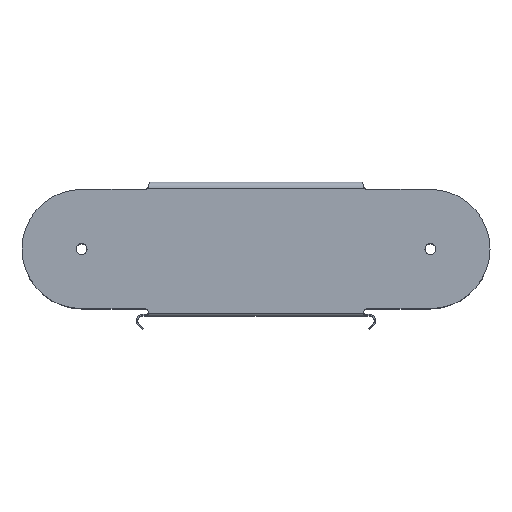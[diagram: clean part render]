
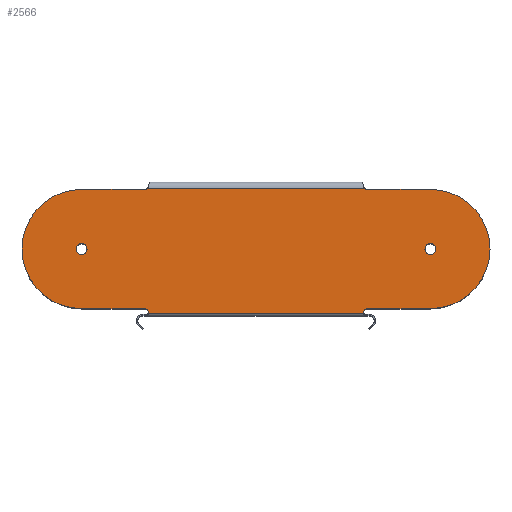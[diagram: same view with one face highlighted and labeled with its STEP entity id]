
A CAD part, top view. The second image highlights one B-rep face of the part: STEP entity #2566.
In plain terms, the highlighted planar face has unit normal (0, 0, 1).
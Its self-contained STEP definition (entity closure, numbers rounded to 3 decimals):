
#633=DIRECTION('',(-1.,0.,0.));
#634=VECTOR('',#633,177.062);
#635=CARTESIAN_POINT('',(88.531,2.25,50.));
#636=LINE('',#635,#634);
#648=CARTESIAN_POINT('',(88.531,2.25,50.));
#667=CARTESIAN_POINT('',(-143.5,54.947,50.));
#668=DIRECTION('',(0.,0.,1.));
#669=DIRECTION('',(0.,1.,0.));
#670=AXIS2_PLACEMENT_3D('',#667,#668,#669);
#672=CARTESIAN_POINT('',(-91.744,107.197,50.));
#673=DIRECTION('',(0.,0.,-1.));
#674=DIRECTION('',(0.658,-0.753,0.));
#675=AXIS2_PLACEMENT_3D('',#672,#673,#674);
#677=CARTESIAN_POINT('',(91.744,107.197,50.));
#678=DIRECTION('',(0.,0.,-1.));
#679=DIRECTION('',(0.,-1.,0.));
#680=AXIS2_PLACEMENT_3D('',#677,#678,#679);
#682=CARTESIAN_POINT('',(143.5,54.947,50.));
#683=DIRECTION('',(0.,0.,1.));
#684=DIRECTION('',(0.,-1.,0.));
#685=AXIS2_PLACEMENT_3D('',#682,#683,#684);
#687=CARTESIAN_POINT('',(-143.5,54.947,50.));
#688=DIRECTION('',(0.,0.,-1.));
#689=DIRECTION('',(0.,1.,0.));
#690=AXIS2_PLACEMENT_3D('',#687,#688,#689);
#692=CARTESIAN_POINT('',(-143.5,54.947,50.));
#693=DIRECTION('',(0.,0.,-1.));
#694=DIRECTION('',(0.,-1.,0.));
#695=AXIS2_PLACEMENT_3D('',#692,#693,#694);
#697=CARTESIAN_POINT('',(143.5,54.947,50.));
#698=DIRECTION('',(0.,0.,-1.));
#699=DIRECTION('',(0.,-1.,0.));
#700=AXIS2_PLACEMENT_3D('',#697,#698,#699);
#702=CARTESIAN_POINT('',(143.5,54.947,50.));
#703=DIRECTION('',(0.,0.,-1.));
#704=DIRECTION('',(0.,1.,0.));
#705=AXIS2_PLACEMENT_3D('',#702,#703,#704);
#719=DIRECTION('',(-1.,0.,0.));
#720=VECTOR('',#719,51.75);
#721=CARTESIAN_POINT('',(-91.75,5.947,50.));
#722=LINE('',#721,#720);
#723=CARTESIAN_POINT('',(-91.75,2.697,50.));
#724=DIRECTION('',(0.,0.,-1.));
#725=DIRECTION('',(0.,1.,0.));
#726=AXIS2_PLACEMENT_3D('',#723,#724,#725);
#825=DIRECTION('',(1.,0.,0.));
#826=VECTOR('',#825,51.756);
#827=CARTESIAN_POINT('',(-143.5,103.947,50.));
#828=LINE('',#827,#826);
#903=DIRECTION('',(1.,0.,0.));
#904=VECTOR('',#903,179.211);
#905=CARTESIAN_POINT('',(-89.605,104.75,50.));
#906=LINE('',#905,#904);
#1005=DIRECTION('',(1.,0.,0.));
#1006=VECTOR('',#1005,51.756);
#1007=CARTESIAN_POINT('',(91.744,103.947,50.));
#1008=LINE('',#1007,#1006);
#1017=DIRECTION('',(-1.,0.,0.));
#1018=VECTOR('',#1017,51.75);
#1019=CARTESIAN_POINT('',(143.5,5.947,50.));
#1020=LINE('',#1019,#1018);
#1021=CARTESIAN_POINT('',(91.75,2.697,50.));
#1022=DIRECTION('',(0.,0.,-1.));
#1023=DIRECTION('',(-0.99,-0.138,0.));
#1024=AXIS2_PLACEMENT_3D('',#1021,#1022,#1023);
#1372=CARTESIAN_POINT('',(-143.5,103.947,50.));
#1373=CARTESIAN_POINT('',(-143.5,5.947,50.));
#1374=VERTEX_POINT('',#1372);
#1375=VERTEX_POINT('',#1373);
#1380=CARTESIAN_POINT('',(143.5,5.947,50.));
#1381=CARTESIAN_POINT('',(143.5,103.947,50.));
#1382=VERTEX_POINT('',#1380);
#1383=VERTEX_POINT('',#1381);
#1392=CARTESIAN_POINT('',(-143.5,50.447,50.));
#1393=CARTESIAN_POINT('',(-143.5,59.447,50.));
#1394=VERTEX_POINT('',#1392);
#1395=VERTEX_POINT('',#1393);
#1396=CARTESIAN_POINT('',(143.5,59.447,50.));
#1397=CARTESIAN_POINT('',(143.5,50.447,50.));
#1398=VERTEX_POINT('',#1396);
#1399=VERTEX_POINT('',#1397);
#1416=VERTEX_POINT('',#648);
#1418=CARTESIAN_POINT('',(-88.531,2.25,50.));
#1419=VERTEX_POINT('',#1418);
#1420=CARTESIAN_POINT('',(-91.744,103.947,50.));
#1421=VERTEX_POINT('',#1420);
#1422=CARTESIAN_POINT('',(-89.605,104.75,50.));
#1423=CARTESIAN_POINT('',(89.605,104.75,50.));
#1424=VERTEX_POINT('',#1422);
#1425=VERTEX_POINT('',#1423);
#1426=CARTESIAN_POINT('',(91.744,103.947,50.));
#1427=VERTEX_POINT('',#1426);
#1428=CARTESIAN_POINT('',(91.75,5.947,50.));
#1429=VERTEX_POINT('',#1428);
#1430=CARTESIAN_POINT('',(-91.75,5.947,50.));
#1431=VERTEX_POINT('',#1430);
#2524=CARTESIAN_POINT('',(-231.772,-8.772,50.));
#2525=DIRECTION('',(0.,0.,1.));
#2526=DIRECTION('',(1.,0.,0.));
#2527=AXIS2_PLACEMENT_3D('',#2524,#2525,#2526);
#2528=PLANE('',#2527);
#2530=ORIENTED_EDGE('',*,*,#2529,.F.);
#2532=ORIENTED_EDGE('',*,*,#2531,.T.);
#2534=ORIENTED_EDGE('',*,*,#2533,.F.);
#2536=ORIENTED_EDGE('',*,*,#2535,.T.);
#2538=ORIENTED_EDGE('',*,*,#2537,.F.);
#2540=ORIENTED_EDGE('',*,*,#2539,.T.);
#2542=ORIENTED_EDGE('',*,*,#2541,.F.);
#2544=ORIENTED_EDGE('',*,*,#2543,.T.);
#2546=ORIENTED_EDGE('',*,*,#2545,.F.);
#2547=ORIENTED_EDGE('',*,*,#2515,.T.);
#2549=ORIENTED_EDGE('',*,*,#2548,.F.);
#2551=ORIENTED_EDGE('',*,*,#2550,.T.);
#2552=EDGE_LOOP('',(#2530,#2532,#2534,#2536,#2538,#2540,#2542,#2544,#2546,#2547,
#2549,#2551));
#2553=FACE_OUTER_BOUND('',#2552,.F.);
#2555=ORIENTED_EDGE('',*,*,#2554,.F.);
#2557=ORIENTED_EDGE('',*,*,#2556,.F.);
#2558=EDGE_LOOP('',(#2555,#2557));
#2559=FACE_BOUND('',#2558,.F.);
#2561=ORIENTED_EDGE('',*,*,#2560,.F.);
#2563=ORIENTED_EDGE('',*,*,#2562,.F.);
#2564=EDGE_LOOP('',(#2561,#2563));
#2565=FACE_BOUND('',#2564,.F.);
#2566=ADVANCED_FACE('',(#2553,#2559,#2565),#2528,.T.);
#671=CIRCLE('',#670,49.);
#676=CIRCLE('',#675,3.25);
#681=CIRCLE('',#680,3.25);
#686=CIRCLE('',#685,49.);
#691=CIRCLE('',#690,4.5);
#696=CIRCLE('',#695,4.5);
#701=CIRCLE('',#700,4.5);
#706=CIRCLE('',#705,4.5);
#727=CIRCLE('',#726,3.25);
#1025=CIRCLE('',#1024,3.25);
#2515=EDGE_CURVE('',#1416,#1419,#636,.T.);
#2529=EDGE_CURVE('',#1374,#1375,#671,.T.);
#2531=EDGE_CURVE('',#1374,#1421,#828,.T.);
#2533=EDGE_CURVE('',#1424,#1421,#676,.T.);
#2535=EDGE_CURVE('',#1424,#1425,#906,.T.);
#2537=EDGE_CURVE('',#1427,#1425,#681,.T.);
#2539=EDGE_CURVE('',#1427,#1383,#1008,.T.);
#2541=EDGE_CURVE('',#1382,#1383,#686,.T.);
#2543=EDGE_CURVE('',#1382,#1429,#1020,.T.);
#2545=EDGE_CURVE('',#1416,#1429,#1025,.T.);
#2548=EDGE_CURVE('',#1431,#1419,#727,.T.);
#2550=EDGE_CURVE('',#1431,#1375,#722,.T.);
#2554=EDGE_CURVE('',#1395,#1394,#691,.T.);
#2556=EDGE_CURVE('',#1394,#1395,#696,.T.);
#2560=EDGE_CURVE('',#1399,#1398,#701,.T.);
#2562=EDGE_CURVE('',#1398,#1399,#706,.T.);
